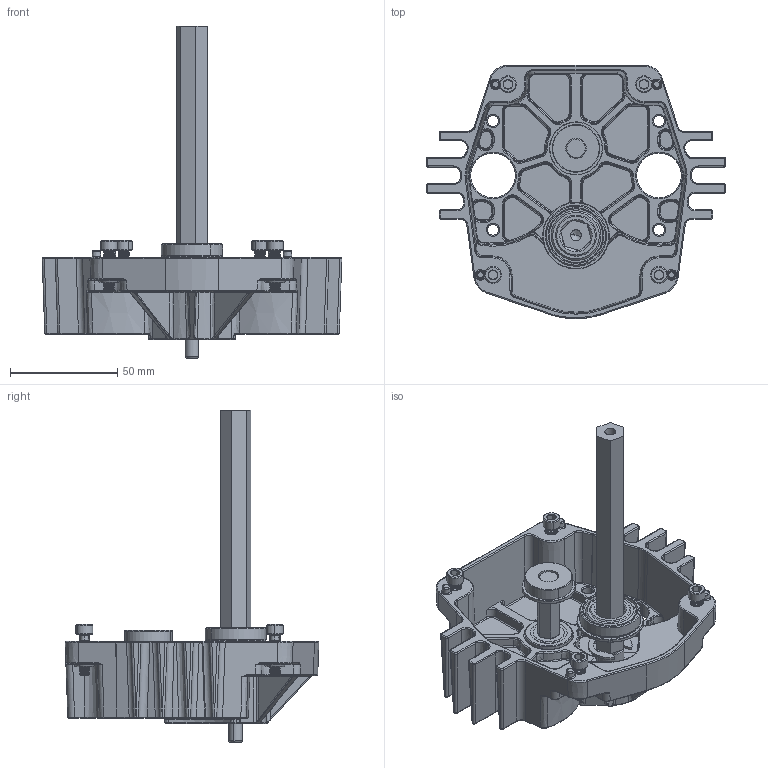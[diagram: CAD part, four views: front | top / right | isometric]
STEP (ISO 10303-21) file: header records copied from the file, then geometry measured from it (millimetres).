
FILE_DESCRIPTION (( 'STEP AP214' ), '1' );
FILE_NAME ('ToughBox Mini S Long Shaft No Plate.STEP', '2023-01-04T19:43:22', ( '' ), ( '' ), 'SwSTEP 2.0', 'SolidWorks 2022', '' );
FILE_SCHEMA (( 'AUTOMOTIVE_DESIGN' ));
Length unit declared in the file: inch
Products named in the file (13): am-1042 10-32 Nylock Nut_90631A411; am-0516 3-8 in ID 7-8 in OD Shielded Ball Bearing R6ZZ_60355K45; ToughBox Mini S Configurable Base; am-0028 3-8 ID Flanged Bearing; am-4731 ToughBox E Long Hex Output_Pin; am-2986 FR8ZZ Hex Bearing; 250x1000_dowel; ToughBox Mini Housing; am-1047 10-32 x 0750 SHCS_90128A945; am-4731 ToughBox E Long Hex Output Shaft; am-0206 1-2 in Shaft External Klipring_97431A340; am-0152 ToughBox Small Cluster Shaft; ToughBox Mini S Long Shaft No Plate
Assembly tree (19 placements, depth 3):
  ToughBox Mini S Long Shaft No Plate
    ToughBox Mini S Configurable Base
      ToughBox Mini Housing
      am-1042 10-32 Nylock Nut_90631A411  x4
      am-1047 10-32 x 0750 SHCS_90128A945  x4
      am-0152 ToughBox Small Cluster Shaft
      am-0516 3-8 in ID 7-8 in OD Shielded Ball Bearing R6ZZ_60355K45  x2
      am-0028 3-8 ID Flanged Bearing
      am-2986 FR8ZZ Hex Bearing
    am-0206 1-2 in Shaft External Klipring_97431A340
    am-4731 ToughBox E Long Hex Output_Pin
      am-4731 ToughBox E Long Hex Output Shaft
      250x1000_dowel
Bounding box: 139.88 x 118.39 x 154.93 mm (x, y, z)
Volume: 123164.4 mm3; surface area: 82102.2 mm2
Topology: 47 solids, 47 shells, 2450 faces, 5857 edges, 3464 vertices
Faces by surface type: cylinder 1018, bspline 673, cone 347, plane 324, torus 48, sphere 40
Entity records: 70958 total; most frequent: CARTESIAN_POINT 35492, ORIENTED_EDGE 7966, DIRECTION 6277, EDGE_CURVE 3983, AXIS2_PLACEMENT_3D 2512, VERTEX_POINT 2323, EDGE_LOOP 1810, FACE_OUTER_BOUND 1737
